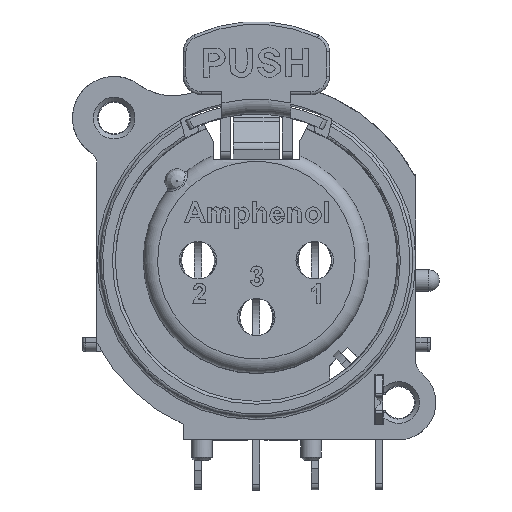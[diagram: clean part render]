
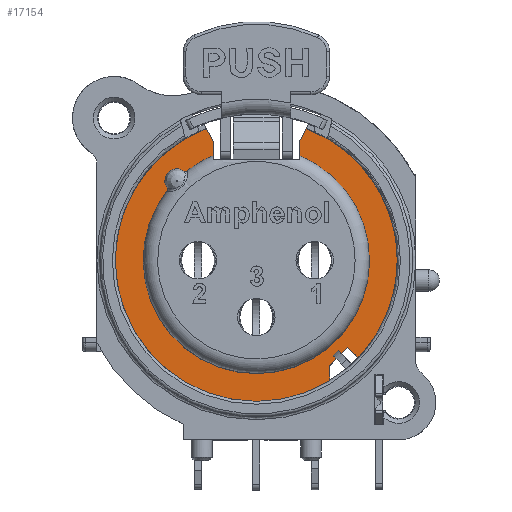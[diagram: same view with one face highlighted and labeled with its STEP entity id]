
A CAD part, top view. The second image highlights one B-rep face of the part: STEP entity #17154.
In plain terms, the highlighted planar face has unit normal (0, 0, 1).
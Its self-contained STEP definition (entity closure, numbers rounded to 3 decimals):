
#16600=CARTESIAN_POINT('',(-5.021,6.207,-8.8));
#16601=VERTEX_POINT('',#16600);
#16602=CARTESIAN_POINT('',(-4.842,6.211,-8.8));
#16603=VERTEX_POINT('',#16602);
#16604=CARTESIAN_POINT('',(-4.934,6.329,-8.8));
#16605=DIRECTION('',(0.,0.,1.0));
#16606=DIRECTION('',(0.021,-1.,0.));
#16607=AXIS2_PLACEMENT_3D('',#16604,#16605,#16606);
#16608=CIRCLE('',#16607,0.15);
#16609=EDGE_CURVE('',#16601,#16603,#16608,.T.);
#16834=CARTESIAN_POINT('',(-6.211,4.842,-8.8));
#16835=VERTEX_POINT('',#16834);
#16836=CARTESIAN_POINT('',(-6.207,5.021,-8.8));
#16837=VERTEX_POINT('',#16836);
#16838=CARTESIAN_POINT('',(-6.329,4.934,-8.8));
#16839=DIRECTION('',(0.,0.,1.0));
#16840=DIRECTION('',(1.,-0.021,0.));
#16841=AXIS2_PLACEMENT_3D('',#16838,#16839,#16840);
#16842=CIRCLE('',#16841,0.15);
#16843=EDGE_CURVE('',#16835,#16837,#16842,.T.);
#17044=CARTESIAN_POINT('',(-5.515,5.515,-8.8));
#17045=DIRECTION('',(0.0,0.0,-1.0));
#17046=DIRECTION('',(-1.0,0.0,0.0));
#17047=AXIS2_PLACEMENT_3D('',#17044,#17045,#17046);
#17048=CIRCLE('',#17047,0.85);
#17049=EDGE_CURVE('',#16837,#16601,#17048,.T.);
#17054=CARTESIAN_POINT('',(0.,0.,-8.8));
#17055=DIRECTION('',(0.0,0.0,-1.0));
#17056=DIRECTION('',(-1.0,0.0,0.0));
#17057=AXIS2_PLACEMENT_3D('',#17054,#17055,#17056);
#17058=PLANE('',#17057);
#17059=ORIENTED_EDGE('',*,*,#16843,.T.);
#17060=ORIENTED_EDGE('',*,*,#17049,.T.);
#17061=ORIENTED_EDGE('',*,*,#16609,.T.);
#17062=CARTESIAN_POINT('',(-3.,7.281,-8.8));
#17063=VERTEX_POINT('',#17062);
#17064=CARTESIAN_POINT('',(0.,0.,-8.8));
#17065=DIRECTION('',(0.0,0.0,1.0));
#17066=DIRECTION('',(-1.0,0.0,0.0));
#17067=AXIS2_PLACEMENT_3D('',#17064,#17065,#17066);
#17068=CIRCLE('',#17067,7.875);
#17069=EDGE_CURVE('',#17063,#16603,#17068,.T.);
#17070=ORIENTED_EDGE('',*,*,#17069,.F.);
#17071=CARTESIAN_POINT('',(-3.,8.271,-8.8));
#17072=VERTEX_POINT('',#17071);
#17073=CARTESIAN_POINT('',(-3.,7.281,-8.8));
#17074=DIRECTION('',(0.0,1.0,0.0));
#17075=VECTOR('',#17074,0.989);
#17076=LINE('',#17073,#17075);
#17077=EDGE_CURVE('',#17063,#17072,#17076,.T.);
#17078=ORIENTED_EDGE('',*,*,#17077,.T.);
#17079=CARTESIAN_POINT('',(-3.478,9.189,-8.8));
#17080=VERTEX_POINT('',#17079);
#17081=CARTESIAN_POINT('',(-3.,8.271,-8.8));
#17082=DIRECTION('',(-0.462,0.887,0.0));
#17083=VECTOR('',#17082,1.035);
#17084=LINE('',#17081,#17083);
#17085=EDGE_CURVE('',#17072,#17080,#17084,.T.);
#17086=ORIENTED_EDGE('',*,*,#17085,.T.);
#17087=CARTESIAN_POINT('',(5.1,-8.398,-8.8));
#17088=VERTEX_POINT('',#17087);
#17089=CARTESIAN_POINT('',(0.,0.,-8.8));
#17090=DIRECTION('',(0.0,0.0,1.0));
#17091=DIRECTION('',(-1.0,0.0,0.0));
#17092=AXIS2_PLACEMENT_3D('',#17089,#17090,#17091);
#17093=CIRCLE('',#17092,9.825);
#17094=EDGE_CURVE('',#17080,#17088,#17093,.T.);
#17095=ORIENTED_EDGE('',*,*,#17094,.T.);
#17096=CARTESIAN_POINT('',(5.1,-7.3,-8.8));
#17097=VERTEX_POINT('',#17096);
#17098=CARTESIAN_POINT('',(5.1,-8.398,-8.8));
#17099=DIRECTION('',(0.0,1.0,0.0));
#17100=VECTOR('',#17099,1.098);
#17101=LINE('',#17098,#17100);
#17102=EDGE_CURVE('',#17088,#17097,#17101,.T.);
#17103=ORIENTED_EDGE('',*,*,#17102,.T.);
#17104=CARTESIAN_POINT('',(6.35,-6.05,-8.8));
#17105=VERTEX_POINT('',#17104);
#17106=CARTESIAN_POINT('',(5.1,-7.3,-8.8));
#17107=DIRECTION('',(0.707,0.707,0.0));
#17108=VECTOR('',#17107,1.768);
#17109=LINE('',#17106,#17108);
#17110=EDGE_CURVE('',#17097,#17105,#17109,.T.);
#17111=ORIENTED_EDGE('',*,*,#17110,.T.);
#17112=CARTESIAN_POINT('',(7.096,-6.796,-8.8));
#17113=VERTEX_POINT('',#17112);
#17114=CARTESIAN_POINT('',(6.35,-6.05,-8.8));
#17115=DIRECTION('',(0.707,-0.707,0.0));
#17116=VECTOR('',#17115,1.055);
#17117=LINE('',#17114,#17116);
#17118=EDGE_CURVE('',#17105,#17113,#17117,.T.);
#17119=ORIENTED_EDGE('',*,*,#17118,.T.);
#17120=CARTESIAN_POINT('',(3.478,9.189,-8.8));
#17121=VERTEX_POINT('',#17120);
#17122=CARTESIAN_POINT('',(0.,0.,-8.8));
#17123=DIRECTION('',(0.0,0.0,1.0));
#17124=DIRECTION('',(-1.0,0.0,0.0));
#17125=AXIS2_PLACEMENT_3D('',#17122,#17123,#17124);
#17126=CIRCLE('',#17125,9.825);
#17127=EDGE_CURVE('',#17113,#17121,#17126,.T.);
#17128=ORIENTED_EDGE('',*,*,#17127,.T.);
#17129=CARTESIAN_POINT('',(3.,8.271,-8.8));
#17130=VERTEX_POINT('',#17129);
#17131=CARTESIAN_POINT('',(3.478,9.189,-8.8));
#17132=DIRECTION('',(-0.462,-0.887,0.0));
#17133=VECTOR('',#17132,1.035);
#17134=LINE('',#17131,#17133);
#17135=EDGE_CURVE('',#17121,#17130,#17134,.T.);
#17136=ORIENTED_EDGE('',*,*,#17135,.T.);
#17137=CARTESIAN_POINT('',(3.,7.281,-8.8));
#17138=VERTEX_POINT('',#17137);
#17139=CARTESIAN_POINT('',(3.,8.271,-8.8));
#17140=DIRECTION('',(0.0,-1.0,0.0));
#17141=VECTOR('',#17140,0.989);
#17142=LINE('',#17139,#17141);
#17143=EDGE_CURVE('',#17130,#17138,#17142,.T.);
#17144=ORIENTED_EDGE('',*,*,#17143,.T.);
#17145=CARTESIAN_POINT('',(0.,0.,-8.8));
#17146=DIRECTION('',(0.0,0.0,1.0));
#17147=DIRECTION('',(-1.0,0.0,0.0));
#17148=AXIS2_PLACEMENT_3D('',#17145,#17146,#17147);
#17149=CIRCLE('',#17148,7.875);
#17150=EDGE_CURVE('',#16835,#17138,#17149,.T.);
#17151=ORIENTED_EDGE('',*,*,#17150,.F.);
#17152=EDGE_LOOP('',(#17059,#17060,#17061,#17070,#17078,#17086,#17095,#17103,#17111,#17119,#17128,#17136,#17144,#17151));
#17153=FACE_OUTER_BOUND('',#17152,.T.);
#17154=ADVANCED_FACE('',(#17153),#17058,.F.);
